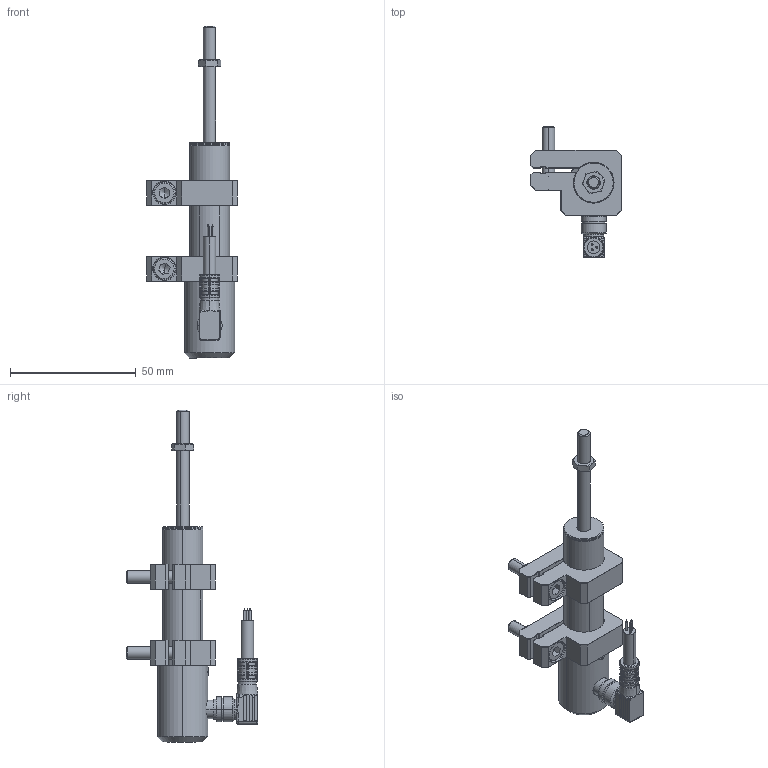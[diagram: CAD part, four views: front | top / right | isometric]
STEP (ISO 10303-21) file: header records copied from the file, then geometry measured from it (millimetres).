
FILE_DESCRIPTION (( 'STEP AP214' ), '1' );
FILE_NAME ('TX2_0025_Stecker_aus_Montageblock.STEP', '2011-01-25T07:20:22', ( 'novotechnik' ), ( 'novotechnik' ), 'SwSTEP 2.0', 'SolidWorks 2010', '' );
FILE_SCHEMA (( 'AUTOMOTIVE_DESIGN' ));
Length unit declared in the file: millimetre
Products named in the file (1): TX2_0025_Stecker_aus_Montageblock
Bounding box: 36 x 52.3 x 132.1 mm (x, y, z)
Surface area: 15990.9 mm2 (no closed solid volume)
Topology: 0 solids, 18 shells, 599 faces, 1586 edges, 953 vertices
Faces by surface type: cylinder 266, plane 189, torus 62, cone 52, bspline 30
Entity records: 25800 total; most frequent: CARTESIAN_POINT 5069, DIRECTION 2970, ORIENTED_EDGE 2871, EDGE_CURVE 1570, AXIS2_PLACEMENT_3D 1128, VERTEX_POINT 953, VECTOR 714, LINE 714
